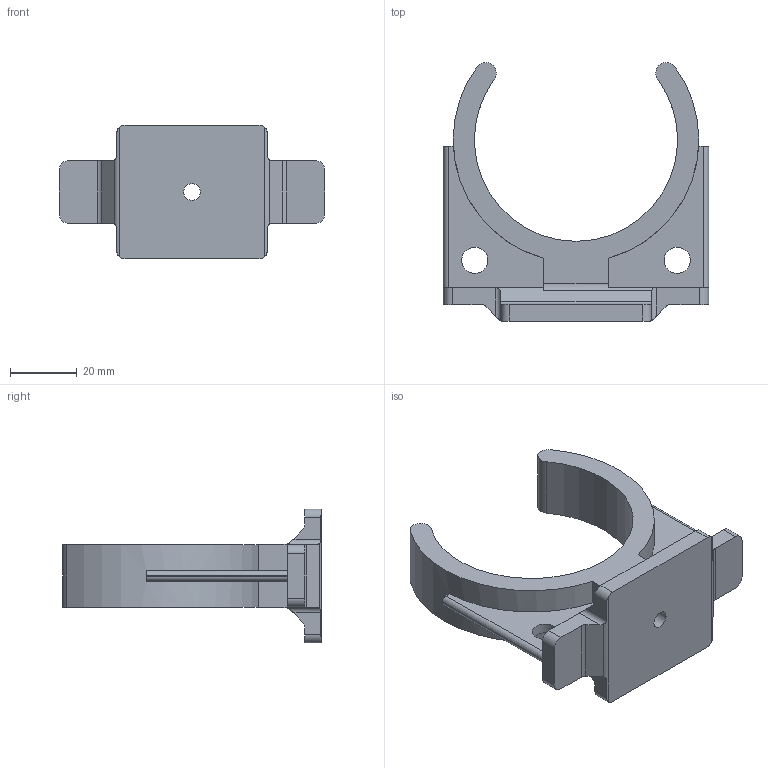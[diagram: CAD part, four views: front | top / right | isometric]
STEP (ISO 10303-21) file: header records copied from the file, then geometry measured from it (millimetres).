
FILE_DESCRIPTION(/* description */ (''),/* implementation_level */ '2;1');
FILE_NAME(/* name */ 'am-2008-bracket (1) v4.step',/* time_stamp */ '2019-07-27T17:01:49+08:00',/* author */ (''),/* organization */ (''),/* preprocessor_version */ 'ST-DEVELOPER v18',/* originating_system */ 'Autodesk Translation Framework v8.2.0.1029',/* authorisation */ '');
FILE_SCHEMA (('AUTOMOTIVE_DESIGN { 1 0 10303 214 3 1 1 }'));
Length unit declared in the file: millimetre
Products named in the file (1): am-2008-bracket (1)
Bounding box: 79.27 x 77.29 x 40 mm (x, y, z)
Volume: 41032.4 mm3; surface area: 16803.6 mm2
Topology: 1 solids, 1 shells, 71 faces, 212 edges, 144 vertices
Faces by surface type: plane 38, cylinder 33
Full cylindrical faces by diameter (mm): 5.08 x1, 7.823 x2, 11.811 x1
Entity records: 2538 total; most frequent: CARTESIAN_POINT 521, ORIENTED_EDGE 424, DIRECTION 418, EDGE_CURVE 212, AXIS2_PLACEMENT_3D 146, VERTEX_POINT 144, LINE 126, VECTOR 126
